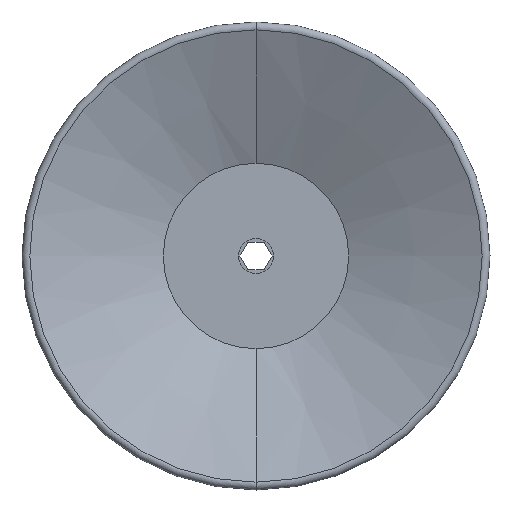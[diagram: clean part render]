
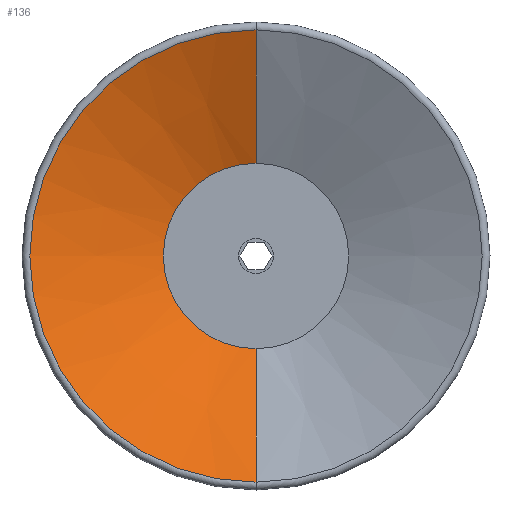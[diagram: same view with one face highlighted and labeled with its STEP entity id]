
A CAD part, front view. The second image highlights one B-rep face of the part: STEP entity #136.
In plain terms, the highlighted conical face has half-angle 65.887 degrees and reference radius 20 mm.
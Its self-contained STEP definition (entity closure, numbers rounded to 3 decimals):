
#136=ADVANCED_FACE('',(#352),#353,.F.);
#352=FACE_OUTER_BOUND('',#648,.T.);
#353=CONICAL_SURFACE('',#649,20.0,1.15);
#648=EDGE_LOOP('',(#4750,#4751,#4752,#4753));
#649=AXIS2_PLACEMENT_3D('',#4754,#4755,#4756);
#4750=ORIENTED_EDGE('',*,*,#5438,.T.);
#4751=ORIENTED_EDGE('',*,*,#5439,.T.);
#4752=ORIENTED_EDGE('',*,*,#5440,.F.);
#4753=ORIENTED_EDGE('',*,*,#5441,.F.);
#4754=CARTESIAN_POINT('',(0.0,-15.0,0.0));
#4755=DIRECTION('',(0.0,-1.0,-0.0));
#4756=DIRECTION('',(0.0,0.0,-1.0));
#5438=EDGE_CURVE('',#5813,#5814,#5815,.T.);
#5439=EDGE_CURVE('',#5814,#5807,#5816,.T.);
#5440=EDGE_CURVE('',#5808,#5807,#5817,.T.);
#5441=EDGE_CURVE('',#5813,#5808,#5818,.T.);
#5807=VERTEX_POINT('',#6736);
#5808=VERTEX_POINT('',#6737);
#5813=VERTEX_POINT('',#6742);
#5814=VERTEX_POINT('',#6743);
#5815=CIRCLE('',#6744,20.0);
#5816=LINE('',#6745,#6746);
#5817=CIRCLE('',#6747,48.81);
#5818=LINE('',#6748,#6749);
#6736=CARTESIAN_POINT('',(0.,-27.895,48.81));
#6737=CARTESIAN_POINT('',(0.0,-27.895,-48.81));
#6742=CARTESIAN_POINT('',(0.0,-15.0,-20.0));
#6743=CARTESIAN_POINT('',(0.,-15.0,20.0));
#6744=AXIS2_PLACEMENT_3D('',#8342,#8343,#8344);
#6745=CARTESIAN_POINT('',(0.,-15.0,20.0));
#6746=VECTOR('',#8345,1000.0);
#6747=AXIS2_PLACEMENT_3D('',#8346,#8347,#8348);
#6748=CARTESIAN_POINT('',(0.0,-15.0,-20.0));
#6749=VECTOR('',#8349,1000.0);
#8342=CARTESIAN_POINT('',(0.0,-15.0,0.0));
#8343=DIRECTION('',(0.0,1.0,0.0));
#8344=DIRECTION('',(0.0,0.0,1.0));
#8345=DIRECTION('',(0.,-0.409,0.913));
#8346=CARTESIAN_POINT('',(0.0,-27.895,0.0));
#8347=DIRECTION('',(0.0,1.0,0.0));
#8348=DIRECTION('',(0.0,0.0,1.0));
#8349=DIRECTION('',(0.0,-0.409,-0.913));
